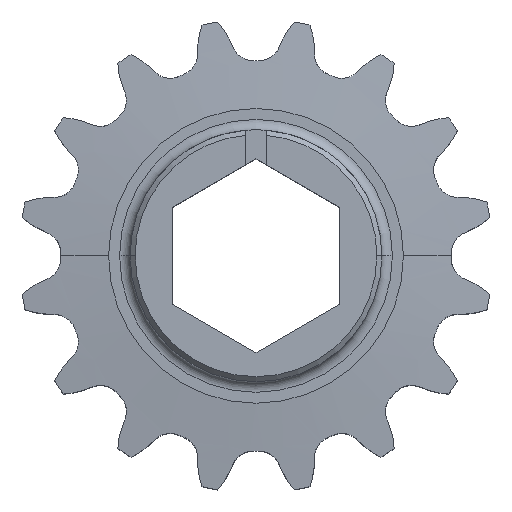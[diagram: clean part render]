
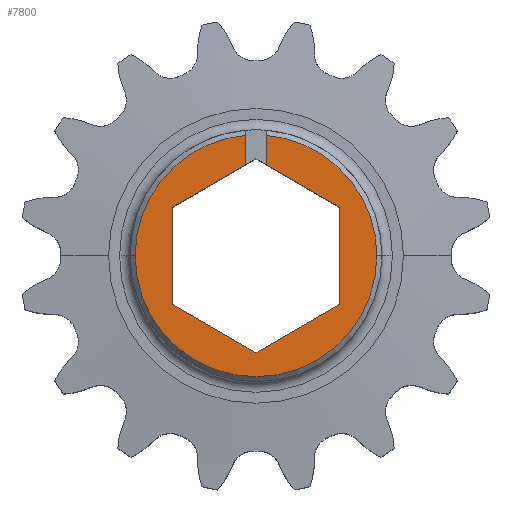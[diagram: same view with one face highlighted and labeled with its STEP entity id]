
A CAD part, top view. The second image highlights one B-rep face of the part: STEP entity #7800.
In plain terms, the highlighted planar face has unit normal (0, 0, 1).
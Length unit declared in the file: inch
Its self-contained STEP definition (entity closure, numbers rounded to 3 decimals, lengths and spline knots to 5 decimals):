
#149 = DIRECTION ( 'NONE',  ( 0., 0., 1. ) ) ;
#165 = ORIENTED_EDGE ( 'NONE', *, *, #2445, .T. ) ;
#254 = DIRECTION ( 'NONE',  ( 0.866, 0.5, 0. ) ) ;
#322 = DIRECTION ( 'NONE',  ( 0., -1., 0. ) ) ;
#514 = AXIS2_PLACEMENT_3D ( 'NONE', #6804, #8209, #1898 ) ;
#830 = AXIS2_PLACEMENT_3D ( 'NONE', #7522, #3135, #7434 ) ;
#1021 = VERTEX_POINT ( 'NONE', #5969 ) ;
#1044 = ORIENTED_EDGE ( 'NONE', *, *, #3388, .F. ) ;
#1129 = FACE_OUTER_BOUND ( 'NONE', #4679, .T. ) ;
#1139 = VERTEX_POINT ( 'NONE', #4779 ) ;
#1199 = EDGE_CURVE ( 'NONE', #1021, #6566, #5856, .T. ) ;
#1250 = VECTOR ( 'NONE', #322, 39.37008 ) ;
#1526 = ORIENTED_EDGE ( 'NONE', *, *, #3117, .F. ) ;
#1562 = DIRECTION ( 'NONE',  ( 0., -1., 0. ) ) ;
#1566 = LINE ( 'NONE', #6883, #8309 ) ;
#1568 = CARTESIAN_POINT ( 'NONE',  ( -0.25, -0.14434, 0.368 ) ) ;
#1691 = VERTEX_POINT ( 'NONE', #3113 ) ;
#1898 = DIRECTION ( 'NONE',  ( 1., 0., 0. ) ) ;
#2142 = VECTOR ( 'NONE', #8196, 39.37008 ) ;
#2202 = EDGE_CURVE ( 'NONE', #7964, #7676, #3242, .T. ) ;
#2445 = EDGE_CURVE ( 'NONE', #8581, #8014, #8303, .T. ) ;
#2625 = VECTOR ( 'NONE', #4231, 39.37008 ) ;
#2729 = DIRECTION ( 'NONE',  ( 0., 1., 0. ) ) ;
#2998 = EDGE_CURVE ( 'NONE', #1139, #4840, #1566, .T. ) ;
#3113 = CARTESIAN_POINT ( 'NONE',  ( 0.36, 0., 0.368 ) ) ;
#3117 = EDGE_CURVE ( 'NONE', #5131, #1139, #6018, .T. ) ;
#3132 = ORIENTED_EDGE ( 'NONE', *, *, #3857, .T. ) ;
#3135 = DIRECTION ( 'NONE',  ( 0., 0., 1. ) ) ;
#3170 = VECTOR ( 'NONE', #6887, 39.37008 ) ;
#3242 = LINE ( 'NONE', #3417, #3170 ) ;
#3330 = CARTESIAN_POINT ( 'NONE',  ( -0.03125, 0.35864, 0.368 ) ) ;
#3388 = EDGE_CURVE ( 'NONE', #8581, #7964, #3551, .T. ) ;
#3417 = CARTESIAN_POINT ( 'NONE',  ( 0., 0.28868, 0.368 ) ) ;
#3424 = CARTESIAN_POINT ( 'NONE',  ( 0.03125, 0.375, 0.368 ) ) ;
#3428 = CARTESIAN_POINT ( 'NONE',  ( 0.25, -0.14434, 0.368 ) ) ;
#3431 = ORIENTED_EDGE ( 'NONE', *, *, #2202, .F. ) ;
#3458 = ORIENTED_EDGE ( 'NONE', *, *, #1199, .F. ) ;
#3551 = LINE ( 'NONE', #3874, #1250 ) ;
#3692 = CARTESIAN_POINT ( 'NONE',  ( -0.25, 0.14434, 0.368 ) ) ;
#3857 = EDGE_CURVE ( 'NONE', #8014, #1691, #8397, .T. ) ;
#3874 = CARTESIAN_POINT ( 'NONE',  ( -0.03125, 0.375, 0.368 ) ) ;
#3890 = ORIENTED_EDGE ( 'NONE', *, *, #2998, .F. ) ;
#3959 = VECTOR ( 'NONE', #1562, 39.37008 ) ;
#4029 = EDGE_CURVE ( 'NONE', #4840, #1021, #4849, .T. ) ;
#4231 = DIRECTION ( 'NONE',  ( 0., 1., 0. ) ) ;
#4597 = PLANE ( 'NONE',  #830 ) ;
#4650 = ORIENTED_EDGE ( 'NONE', *, *, #4029, .F. ) ;
#4679 = EDGE_LOOP ( 'NONE', ( #7069, #3458, #4650, #3890, #1526, #4773, #3431, #1044, #165, #3132, #7930 ) ) ;
#4773 = ORIENTED_EDGE ( 'NONE', *, *, #6568, .F. ) ;
#4779 = CARTESIAN_POINT ( 'NONE',  ( 0., -0.28868, 0.368 ) ) ;
#4830 = AXIS2_PLACEMENT_3D ( 'NONE', #7996, #149, #6140 ) ;
#4840 = VERTEX_POINT ( 'NONE', #6620 ) ;
#4849 = LINE ( 'NONE', #3428, #8863 ) ;
#4881 = CARTESIAN_POINT ( 'NONE',  ( 0.03125, 0.35864, 0.368 ) ) ;
#5131 = VERTEX_POINT ( 'NONE', #1568 ) ;
#5314 = CARTESIAN_POINT ( 'NONE',  ( -0.25, -0.14434, 0.368 ) ) ;
#5805 = CARTESIAN_POINT ( 'NONE',  ( 0., 0., 0.368 ) ) ;
#5856 = LINE ( 'NONE', #8737, #6652 ) ;
#5969 = CARTESIAN_POINT ( 'NONE',  ( 0.25, 0.14434, 0.368 ) ) ;
#6018 = LINE ( 'NONE', #5314, #2142 ) ;
#6140 = DIRECTION ( 'NONE',  ( 1., 0., 0. ) ) ;
#6432 = DIRECTION ( 'NONE',  ( -0.866, 0.5, 0. ) ) ;
#6464 = EDGE_CURVE ( 'NONE', #1691, #8612, #7419, .T. ) ;
#6566 = VERTEX_POINT ( 'NONE', #6988 ) ;
#6568 = EDGE_CURVE ( 'NONE', #7676, #5131, #7076, .T. ) ;
#6620 = CARTESIAN_POINT ( 'NONE',  ( 0.25, -0.14434, 0.368 ) ) ;
#6652 = VECTOR ( 'NONE', #6432, 39.37008 ) ;
#6757 = AXIS2_PLACEMENT_3D ( 'NONE', #5805, #8685, #8728 ) ;
#6804 = CARTESIAN_POINT ( 'NONE',  ( 0., 0., 0.368 ) ) ;
#6883 = CARTESIAN_POINT ( 'NONE',  ( 0., -0.28868, 0.368 ) ) ;
#6887 = DIRECTION ( 'NONE',  ( -0.866, -0.5, 0. ) ) ;
#6988 = CARTESIAN_POINT ( 'NONE',  ( 0.03125, 0.27063, 0.368 ) ) ;
#7069 = ORIENTED_EDGE ( 'NONE', *, *, #8212, .F. ) ;
#7076 = LINE ( 'NONE', #9192, #3959 ) ;
#7419 = CIRCLE ( 'NONE', #514, 0.36 ) ;
#7434 = DIRECTION ( 'NONE',  ( 1., 0., 0. ) ) ;
#7522 = CARTESIAN_POINT ( 'NONE',  ( 0., 0., 0.368 ) ) ;
#7676 = VERTEX_POINT ( 'NONE', #3692 ) ;
#7800 = ADVANCED_FACE ( 'NONE', ( #1129 ), #4597, .T. ) ;
#7930 = ORIENTED_EDGE ( 'NONE', *, *, #6464, .T. ) ;
#7964 = VERTEX_POINT ( 'NONE', #9263 ) ;
#7996 = CARTESIAN_POINT ( 'NONE',  ( 0., 0., 0.368 ) ) ;
#8014 = VERTEX_POINT ( 'NONE', #8110 ) ;
#8110 = CARTESIAN_POINT ( 'NONE',  ( -0.36, 0., 0.368 ) ) ;
#8196 = DIRECTION ( 'NONE',  ( 0.866, -0.5, 0. ) ) ;
#8209 = DIRECTION ( 'NONE',  ( 0., 0., 1. ) ) ;
#8212 = EDGE_CURVE ( 'NONE', #6566, #8612, #8629, .T. ) ;
#8303 = CIRCLE ( 'NONE', #4830, 0.36 ) ;
#8309 = VECTOR ( 'NONE', #254, 39.37008 ) ;
#8397 = CIRCLE ( 'NONE', #6757, 0.36 ) ;
#8581 = VERTEX_POINT ( 'NONE', #3330 ) ;
#8612 = VERTEX_POINT ( 'NONE', #4881 ) ;
#8629 = LINE ( 'NONE', #3424, #2625 ) ;
#8685 = DIRECTION ( 'NONE',  ( 0., 0., 1. ) ) ;
#8728 = DIRECTION ( 'NONE',  ( 1., 0., 0. ) ) ;
#8737 = CARTESIAN_POINT ( 'NONE',  ( 0.25, 0.14434, 0.368 ) ) ;
#8863 = VECTOR ( 'NONE', #2729, 39.37008 ) ;
#9192 = CARTESIAN_POINT ( 'NONE',  ( -0.25, 0.14434, 0.368 ) ) ;
#9263 = CARTESIAN_POINT ( 'NONE',  ( -0.03125, 0.27063, 0.368 ) ) ;
